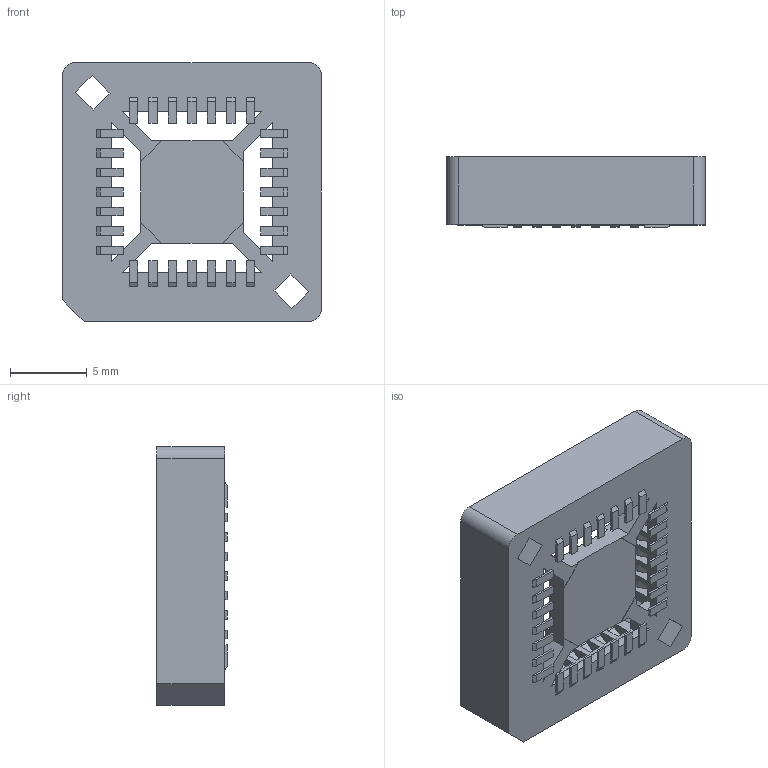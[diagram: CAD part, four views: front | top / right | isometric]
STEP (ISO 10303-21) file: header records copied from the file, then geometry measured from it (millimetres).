
FILE_DESCRIPTION((''),'2;1');
FILE_NAME('C-822516-2','2012-11-09T',('workeradm'),('Tyco Electronics Ltd.'),'PRO/ENGINEER BY PARAMETRIC TECHNOLOGY CORPORATION, 2010430','PRO/ENGINEER BY PARAMETRIC TECHNOLOGY CORPORATION, 2010430','');
FILE_SCHEMA(('AUTOMOTIVE_DESIGN { 1 0 10303 214 1 1 1 1 }'));
Length unit declared in the file: millimetre
Products named in the file (1): C-822516-2
Bounding box: 16.9 x 4.6 x 16.9 mm (x, y, z)
Volume: 659.8 mm3; surface area: 1517.7 mm2
Topology: 1 solids, 1 shells, 545 faces, 1557 edges, 1034 vertices
Faces by surface type: plane 486, cylinder 59
Entity records: 17860 total; most frequent: CARTESIAN_POINT 3138, ORIENTED_EDGE 3114, DIRECTION 2765, EDGE_CURVE 1557, VECTOR 1439, LINE 1439, VERTEX_POINT 1034, AXIS2_PLACEMENT_3D 663
